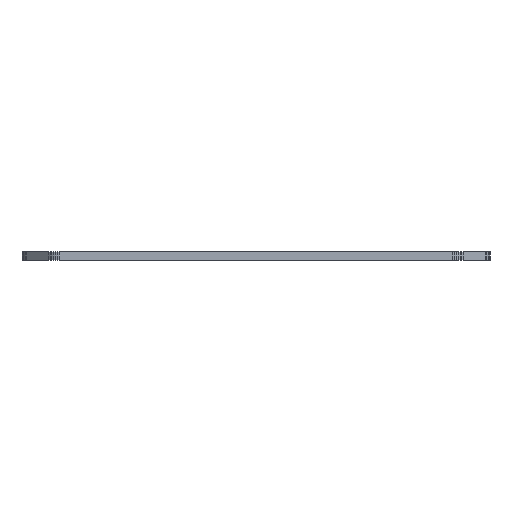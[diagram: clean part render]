
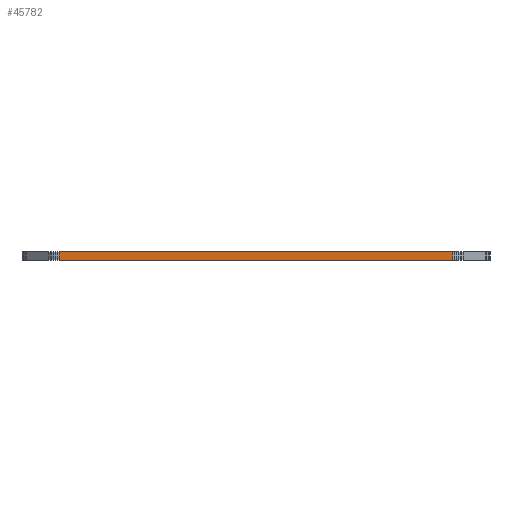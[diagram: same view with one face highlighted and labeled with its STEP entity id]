
A CAD part, left-side view. The second image highlights one B-rep face of the part: STEP entity #45782.
In plain terms, the highlighted planar face has unit normal (-1, -0.001, 0).
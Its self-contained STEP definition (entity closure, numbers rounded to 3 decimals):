
#83 = PLANE('',#84);
#84 = AXIS2_PLACEMENT_3D('',#85,#86,#87);
#85 = CARTESIAN_POINT('',(138.099,-85.711,1.6));
#86 = DIRECTION('',(-0.,-0.,-1.));
#87 = DIRECTION('',(-1.,0.,0.));
#137 = PLANE('',#138);
#138 = AXIS2_PLACEMENT_3D('',#139,#140,#141);
#139 = CARTESIAN_POINT('',(138.099,-85.711,0.));
#140 = DIRECTION('',(-0.,-0.,-1.));
#141 = DIRECTION('',(-1.,0.,0.));
#2234 = VERTEX_POINT('',#2235);
#2235 = CARTESIAN_POINT('',(19.102,-121.966,0.));
#2249 = PLANE('',#2250);
#2250 = AXIS2_PLACEMENT_3D('',#2251,#2252,#2253);
#2251 = CARTESIAN_POINT('',(19.125,-122.315,0.));
#2252 = DIRECTION('',(-0.998,-0.065,0.));
#2253 = DIRECTION('',(-0.065,0.998,0.));
#2261 = EDGE_CURVE('',#2234,#2262,#2264,.T.);
#2262 = VERTEX_POINT('',#2263);
#2263 = CARTESIAN_POINT('',(19.041,-49.484,0.));
#2264 = SURFACE_CURVE('',#2265,(#2269,#2276),.PCURVE_S1.);
#2265 = LINE('',#2266,#2267);
#2266 = CARTESIAN_POINT('',(19.102,-121.966,0.));
#2267 = VECTOR('',#2268,1.);
#2268 = DIRECTION('',(-0.001,1.,0.));
#2269 = PCURVE('',#137,#2270);
#2270 = DEFINITIONAL_REPRESENTATION('',(#2271),#2275);
#2271 = LINE('',#2272,#2273);
#2272 = CARTESIAN_POINT('',(118.996,-36.255));
#2273 = VECTOR('',#2274,1.);
#2274 = DIRECTION('',(0.001,1.));
#2275 = ( GEOMETRIC_REPRESENTATION_CONTEXT(2) 
PARAMETRIC_REPRESENTATION_CONTEXT() REPRESENTATION_CONTEXT('2D SPACE',''
  ) );
#2276 = PCURVE('',#2277,#2282);
#2277 = PLANE('',#2278);
#2278 = AXIS2_PLACEMENT_3D('',#2279,#2280,#2281);
#2279 = CARTESIAN_POINT('',(19.102,-121.966,0.));
#2280 = DIRECTION('',(-1.,-0.001,0.));
#2281 = DIRECTION('',(-0.001,1.,0.));
#2282 = DEFINITIONAL_REPRESENTATION('',(#2283),#2287);
#2283 = LINE('',#2284,#2285);
#2284 = CARTESIAN_POINT('',(0.,0.));
#2285 = VECTOR('',#2286,1.);
#2286 = DIRECTION('',(1.,0.));
#2287 = ( GEOMETRIC_REPRESENTATION_CONTEXT(2) 
PARAMETRIC_REPRESENTATION_CONTEXT() REPRESENTATION_CONTEXT('2D SPACE',''
  ) );
#2305 = PLANE('',#2306);
#2306 = AXIS2_PLACEMENT_3D('',#2307,#2308,#2309);
#2307 = CARTESIAN_POINT('',(19.041,-49.484,0.));
#2308 = DIRECTION('',(-0.998,0.065,0.));
#2309 = DIRECTION('',(0.065,0.998,0.));
#26197 = VERTEX_POINT('',#26198);
#26198 = CARTESIAN_POINT('',(19.102,-121.966,1.6));
#26219 = EDGE_CURVE('',#26197,#26220,#26222,.T.);
#26220 = VERTEX_POINT('',#26221);
#26221 = CARTESIAN_POINT('',(19.041,-49.484,1.6));
#26222 = SURFACE_CURVE('',#26223,(#26227,#26234),.PCURVE_S1.);
#26223 = LINE('',#26224,#26225);
#26224 = CARTESIAN_POINT('',(19.102,-121.966,1.6));
#26225 = VECTOR('',#26226,1.);
#26226 = DIRECTION('',(-0.001,1.,0.));
#26227 = PCURVE('',#83,#26228);
#26228 = DEFINITIONAL_REPRESENTATION('',(#26229),#26233);
#26229 = LINE('',#26230,#26231);
#26230 = CARTESIAN_POINT('',(118.996,-36.255));
#26231 = VECTOR('',#26232,1.);
#26232 = DIRECTION('',(0.001,1.));
#26233 = ( GEOMETRIC_REPRESENTATION_CONTEXT(2) 
PARAMETRIC_REPRESENTATION_CONTEXT() REPRESENTATION_CONTEXT('2D SPACE',''
  ) );
#26234 = PCURVE('',#2277,#26235);
#26235 = DEFINITIONAL_REPRESENTATION('',(#26236),#26240);
#26236 = LINE('',#26237,#26238);
#26237 = CARTESIAN_POINT('',(0.,-1.6));
#26238 = VECTOR('',#26239,1.);
#26239 = DIRECTION('',(1.,0.));
#26240 = ( GEOMETRIC_REPRESENTATION_CONTEXT(2) 
PARAMETRIC_REPRESENTATION_CONTEXT() REPRESENTATION_CONTEXT('2D SPACE',''
  ) );
#45732 = EDGE_CURVE('',#2262,#26220,#45733,.T.);
#45733 = SURFACE_CURVE('',#45734,(#45738,#45745),.PCURVE_S1.);
#45734 = LINE('',#45735,#45736);
#45735 = CARTESIAN_POINT('',(19.041,-49.484,0.));
#45736 = VECTOR('',#45737,1.);
#45737 = DIRECTION('',(0.,0.,1.));
#45738 = PCURVE('',#2305,#45739);
#45739 = DEFINITIONAL_REPRESENTATION('',(#45740),#45744);
#45740 = LINE('',#45741,#45742);
#45741 = CARTESIAN_POINT('',(0.,0.));
#45742 = VECTOR('',#45743,1.);
#45743 = DIRECTION('',(0.,-1.));
#45744 = ( GEOMETRIC_REPRESENTATION_CONTEXT(2) 
PARAMETRIC_REPRESENTATION_CONTEXT() REPRESENTATION_CONTEXT('2D SPACE',''
  ) );
#45745 = PCURVE('',#2277,#45746);
#45746 = DEFINITIONAL_REPRESENTATION('',(#45747),#45751);
#45747 = LINE('',#45748,#45749);
#45748 = CARTESIAN_POINT('',(72.482,0.));
#45749 = VECTOR('',#45750,1.);
#45750 = DIRECTION('',(0.,-1.));
#45751 = ( GEOMETRIC_REPRESENTATION_CONTEXT(2) 
PARAMETRIC_REPRESENTATION_CONTEXT() REPRESENTATION_CONTEXT('2D SPACE',''
  ) );
#45782 = ADVANCED_FACE('',(#45783),#2277,.T.);
#45783 = FACE_BOUND('',#45784,.T.);
#45784 = EDGE_LOOP('',(#45785,#45806,#45807,#45808));
#45785 = ORIENTED_EDGE('',*,*,#45786,.T.);
#45786 = EDGE_CURVE('',#2234,#26197,#45787,.T.);
#45787 = SURFACE_CURVE('',#45788,(#45792,#45799),.PCURVE_S1.);
#45788 = LINE('',#45789,#45790);
#45789 = CARTESIAN_POINT('',(19.102,-121.966,0.));
#45790 = VECTOR('',#45791,1.);
#45791 = DIRECTION('',(0.,0.,1.));
#45792 = PCURVE('',#2277,#45793);
#45793 = DEFINITIONAL_REPRESENTATION('',(#45794),#45798);
#45794 = LINE('',#45795,#45796);
#45795 = CARTESIAN_POINT('',(0.,0.));
#45796 = VECTOR('',#45797,1.);
#45797 = DIRECTION('',(0.,-1.));
#45798 = ( GEOMETRIC_REPRESENTATION_CONTEXT(2) 
PARAMETRIC_REPRESENTATION_CONTEXT() REPRESENTATION_CONTEXT('2D SPACE',''
  ) );
#45799 = PCURVE('',#2249,#45800);
#45800 = DEFINITIONAL_REPRESENTATION('',(#45801),#45805);
#45801 = LINE('',#45802,#45803);
#45802 = CARTESIAN_POINT('',(0.35,0.));
#45803 = VECTOR('',#45804,1.);
#45804 = DIRECTION('',(0.,-1.));
#45805 = ( GEOMETRIC_REPRESENTATION_CONTEXT(2) 
PARAMETRIC_REPRESENTATION_CONTEXT() REPRESENTATION_CONTEXT('2D SPACE',''
  ) );
#45806 = ORIENTED_EDGE('',*,*,#26219,.T.);
#45807 = ORIENTED_EDGE('',*,*,#45732,.F.);
#45808 = ORIENTED_EDGE('',*,*,#2261,.F.);
